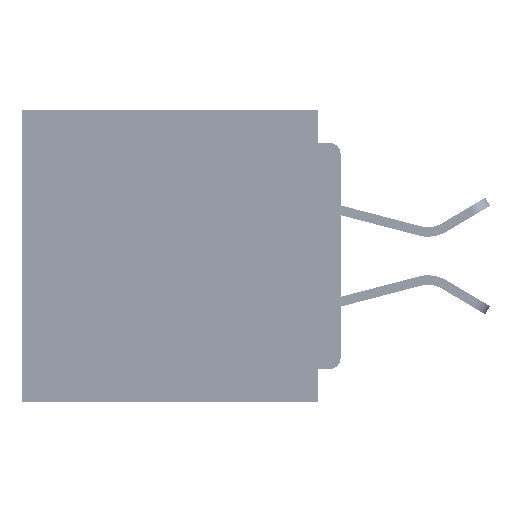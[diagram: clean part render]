
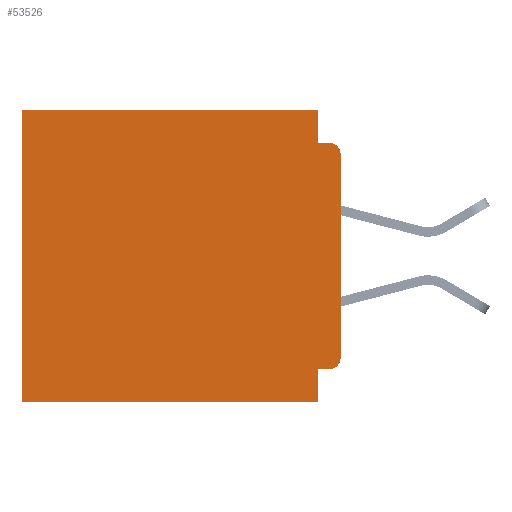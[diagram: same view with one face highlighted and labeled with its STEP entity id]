
A CAD part, left-side view. The second image highlights one B-rep face of the part: STEP entity #53526.
In plain terms, the highlighted planar face has unit normal (-1, 0, 0).
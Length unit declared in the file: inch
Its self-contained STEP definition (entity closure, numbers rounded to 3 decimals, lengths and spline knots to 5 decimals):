
#232 = VECTOR ( 'NONE', #5447, 39.37008 ) ;
#496 = PLANE ( 'NONE',  #42621 ) ;
#613 = VERTEX_POINT ( 'NONE', #49158 ) ;
#1988 = DIRECTION ( 'NONE',  ( 0., 0., -1. ) ) ;
#2429 = DIRECTION ( 'NONE',  ( 0., 1., 0. ) ) ;
#3952 = EDGE_CURVE ( 'NONE', #40729, #18684, #30623, .T. ) ;
#4666 = DIRECTION ( 'NONE',  ( 0., -1., 0. ) ) ;
#4911 = DIRECTION ( 'NONE',  ( 1., 0., 0. ) ) ;
#5321 = FACE_OUTER_BOUND ( 'NONE', #34137, .T. ) ;
#5359 = ORIENTED_EDGE ( 'NONE', *, *, #19671, .T. ) ;
#5447 = DIRECTION ( 'NONE',  ( 0., 0., -1. ) ) ;
#5904 = EDGE_CURVE ( 'NONE', #613, #23907, #39598, .T. ) ;
#5953 = DIRECTION ( 'NONE',  ( 0., 1., 0. ) ) ;
#6617 = CARTESIAN_POINT ( 'NONE',  ( 0.3, 0., 0. ) ) ;
#9515 = ORIENTED_EDGE ( 'NONE', *, *, #52346, .F. ) ;
#10438 = ORIENTED_EDGE ( 'NONE', *, *, #46251, .F. ) ;
#10974 = CIRCLE ( 'NONE', #17256, 0.015 ) ;
#11199 = ORIENTED_EDGE ( 'NONE', *, *, #29170, .T. ) ;
#12481 = CARTESIAN_POINT ( 'NONE',  ( 0.3, 0., -0.34 ) ) ;
#13179 = CARTESIAN_POINT ( 'NONE',  ( 0.3, 0., -0.4 ) ) ;
#13816 = EDGE_CURVE ( 'NONE', #41168, #18684, #14503, .T. ) ;
#14503 = LINE ( 'NONE', #44209, #45229 ) ;
#16803 = DIRECTION ( 'NONE',  ( -1., 0., 0. ) ) ;
#17256 = AXIS2_PLACEMENT_3D ( 'NONE', #41788, #16803, #46026 ) ;
#18558 = VECTOR ( 'NONE', #5953, 39.37008 ) ;
#18684 = VERTEX_POINT ( 'NONE', #12481 ) ;
#18938 = EDGE_CURVE ( 'NONE', #20750, #21058, #21166, .T. ) ;
#19275 = CARTESIAN_POINT ( 'NONE',  ( 0.3, 0.015, -0.355 ) ) ;
#19671 = EDGE_CURVE ( 'NONE', #613, #32053, #35263, .T. ) ;
#20253 = DIRECTION ( 'NONE',  ( 0., 1., 0. ) ) ;
#20503 = CARTESIAN_POINT ( 'NONE',  ( 0.3, 0.437, 0. ) ) ;
#20750 = VERTEX_POINT ( 'NONE', #21355 ) ;
#21058 = VERTEX_POINT ( 'NONE', #27692 ) ;
#21163 = DIRECTION ( 'NONE',  ( 0., 0., -1. ) ) ;
#21166 = LINE ( 'NONE', #47712, #18558 ) ;
#21355 = CARTESIAN_POINT ( 'NONE',  ( 0.3, 0.031, -0.4 ) ) ;
#22469 = LINE ( 'NONE', #29728, #32299 ) ;
#22474 = LINE ( 'NONE', #50674, #232 ) ;
#23257 = VECTOR ( 'NONE', #21163, 39.37008 ) ;
#23907 = VERTEX_POINT ( 'NONE', #27835 ) ;
#24129 = VECTOR ( 'NONE', #2429, 39.37008 ) ;
#24343 = ORIENTED_EDGE ( 'NONE', *, *, #5904, .F. ) ;
#25176 = DIRECTION ( 'NONE',  ( 0., 0., -1. ) ) ;
#25250 = VERTEX_POINT ( 'NONE', #45639 ) ;
#25282 = DIRECTION ( 'NONE',  ( -1., 0., 0. ) ) ;
#25411 = CARTESIAN_POINT ( 'NONE',  ( 0.3, 0.015, -0.34 ) ) ;
#27692 = CARTESIAN_POINT ( 'NONE',  ( 0.3, 0.437, -0.4 ) ) ;
#27835 = CARTESIAN_POINT ( 'NONE',  ( 0.3, 0.031, -0.045 ) ) ;
#29170 = EDGE_CURVE ( 'NONE', #41168, #25250, #10974, .T. ) ;
#29539 = ORIENTED_EDGE ( 'NONE', *, *, #18938, .F. ) ;
#29728 = CARTESIAN_POINT ( 'NONE',  ( 0.3, 0., -0.045 ) ) ;
#30623 = CIRCLE ( 'NONE', #48975, 0.015 ) ;
#30889 = EDGE_CURVE ( 'NONE', #40729, #45487, #32941, .T. ) ;
#31623 = VECTOR ( 'NONE', #20253, 39.37008 ) ;
#32053 = VERTEX_POINT ( 'NONE', #20503 ) ;
#32299 = VECTOR ( 'NONE', #4666, 39.37008 ) ;
#32941 = LINE ( 'NONE', #49547, #31623 ) ;
#33581 = CARTESIAN_POINT ( 'NONE',  ( 0.3, 0.437, -0.4 ) ) ;
#34137 = EDGE_LOOP ( 'NONE', ( #46168, #11199, #9515, #24343, #5359, #52666, #29539, #10438, #38558, #36247 ) ) ;
#34180 = DIRECTION ( 'NONE',  ( 0., 0., -1. ) ) ;
#35263 = LINE ( 'NONE', #6617, #24129 ) ;
#36247 = ORIENTED_EDGE ( 'NONE', *, *, #3952, .T. ) ;
#38558 = ORIENTED_EDGE ( 'NONE', *, *, #30889, .F. ) ;
#38770 = CARTESIAN_POINT ( 'NONE',  ( 0.3, 0., -0.06 ) ) ;
#39180 = CARTESIAN_POINT ( 'NONE',  ( 0.3, 0.031, -0.355 ) ) ;
#39598 = LINE ( 'NONE', #43695, #49456 ) ;
#40729 = VERTEX_POINT ( 'NONE', #19275 ) ;
#41168 = VERTEX_POINT ( 'NONE', #38770 ) ;
#41788 = CARTESIAN_POINT ( 'NONE',  ( 0.3, 0.015, -0.06 ) ) ;
#42621 = AXIS2_PLACEMENT_3D ( 'NONE', #13179, #4911, #34180 ) ;
#43695 = CARTESIAN_POINT ( 'NONE',  ( 0.3, 0.031, 0. ) ) ;
#44209 = CARTESIAN_POINT ( 'NONE',  ( 0.3, 0., -0.4 ) ) ;
#45229 = VECTOR ( 'NONE', #48436, 39.37008 ) ;
#45487 = VERTEX_POINT ( 'NONE', #39180 ) ;
#45540 = LINE ( 'NONE', #33581, #23257 ) ;
#45639 = CARTESIAN_POINT ( 'NONE',  ( 0.3, 0.015, -0.045 ) ) ;
#46026 = DIRECTION ( 'NONE',  ( 0., 0., -1. ) ) ;
#46168 = ORIENTED_EDGE ( 'NONE', *, *, #13816, .F. ) ;
#46251 = EDGE_CURVE ( 'NONE', #45487, #20750, #22474, .T. ) ;
#47712 = CARTESIAN_POINT ( 'NONE',  ( 0.3, 0., -0.4 ) ) ;
#48436 = DIRECTION ( 'NONE',  ( 0., 0., -1. ) ) ;
#48975 = AXIS2_PLACEMENT_3D ( 'NONE', #25411, #25282, #25176 ) ;
#49158 = CARTESIAN_POINT ( 'NONE',  ( 0.3, 0.031, 0. ) ) ;
#49456 = VECTOR ( 'NONE', #1988, 39.37008 ) ;
#49547 = CARTESIAN_POINT ( 'NONE',  ( 0.3, 0., -0.355 ) ) ;
#50674 = CARTESIAN_POINT ( 'NONE',  ( 0.3, 0.031, -0.4 ) ) ;
#51185 = EDGE_CURVE ( 'NONE', #32053, #21058, #45540, .T. ) ;
#52346 = EDGE_CURVE ( 'NONE', #23907, #25250, #22469, .T. ) ;
#52666 = ORIENTED_EDGE ( 'NONE', *, *, #51185, .T. ) ;
#53526 = ADVANCED_FACE ( 'NONE', ( #5321 ), #496, .F. ) ;
